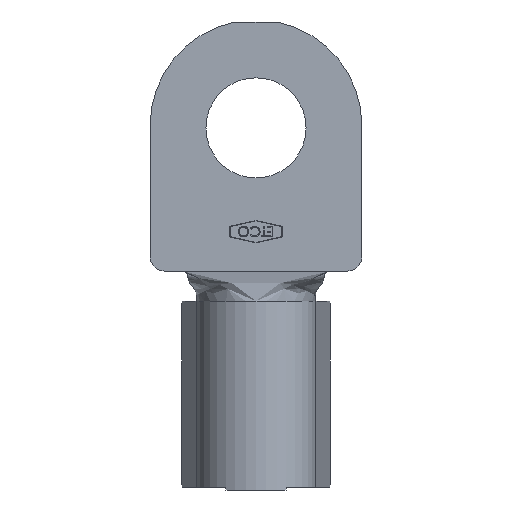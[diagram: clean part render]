
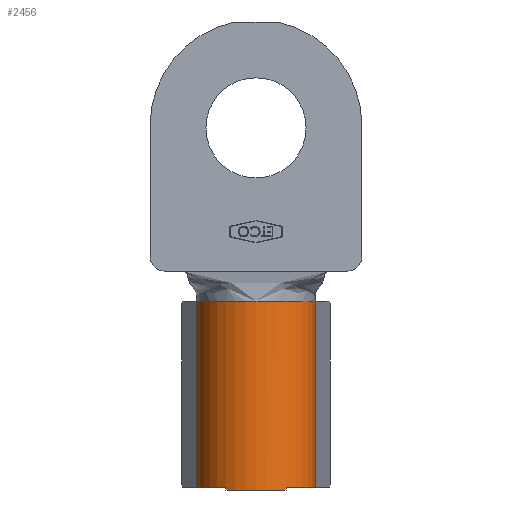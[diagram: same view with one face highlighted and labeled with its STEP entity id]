
A CAD part, front view. The second image highlights one B-rep face of the part: STEP entity #2456.
In plain terms, the highlighted cylindrical face has radius 5.334 mm (diameter 10.668 mm), a partial arc.
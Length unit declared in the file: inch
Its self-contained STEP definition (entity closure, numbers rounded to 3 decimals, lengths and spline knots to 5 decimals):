
#9 = ORIENTED_EDGE ( 'NONE', *, *, #3761, .T. ) ;
#54 = LINE ( 'NONE', #127, #2703 ) ;
#127 = CARTESIAN_POINT ( 'NONE',  ( 0.20666, -0.0373, 0.65 ) ) ;
#161 = CARTESIAN_POINT ( 'NONE',  ( -0.105, -0.18187, 0. ) ) ;
#280 = EDGE_CURVE ( 'NONE', #1694, #2048, #1944, .T. ) ;
#300 = AXIS2_PLACEMENT_3D ( 'NONE', #4557, #1443, #5083 ) ;
#367 = DIRECTION ( 'NONE',  ( 1., 0., 0. ) ) ;
#394 = DIRECTION ( 'NONE',  ( 0., 0., 1. ) ) ;
#420 = CARTESIAN_POINT ( 'NONE',  ( 0., 0., 0. ) ) ;
#440 = EDGE_CURVE ( 'NONE', #5496, #3825, #54, .T. ) ;
#493 = CARTESIAN_POINT ( 'NONE',  ( 0.105, -0.18187, -0.01 ) ) ;
#577 = DIRECTION ( 'NONE',  ( 0., 0., 1. ) ) ;
#751 = ORIENTED_EDGE ( 'NONE', *, *, #5781, .T. ) ;
#863 = CARTESIAN_POINT ( 'NONE',  ( -0.105, -0.18187, -0.01 ) ) ;
#1035 = AXIS2_PLACEMENT_3D ( 'NONE', #5460, #5284, #5486 ) ;
#1149 = CARTESIAN_POINT ( 'NONE',  ( -0.20666, -0.0373, 0.65 ) ) ;
#1303 = DIRECTION ( 'NONE',  ( 0., 0., -1. ) ) ;
#1443 = DIRECTION ( 'NONE',  ( 0., 0., 1. ) ) ;
#1694 = VERTEX_POINT ( 'NONE', #493 ) ;
#1776 = EDGE_LOOP ( 'NONE', ( #3068, #2631, #4459, #3671, #9, #6438, #5127, #751 ) ) ;
#1778 = CARTESIAN_POINT ( 'NONE',  ( 0.105, -0.18187, 0. ) ) ;
#1823 = CARTESIAN_POINT ( 'NONE',  ( 0.105, -0.18187, -0.01 ) ) ;
#1944 = LINE ( 'NONE', #1823, #3515 ) ;
#2048 = VERTEX_POINT ( 'NONE', #1778 ) ;
#2073 = CIRCLE ( 'NONE', #5155, 0.21 ) ;
#2196 = CARTESIAN_POINT ( 'NONE',  ( -0.20666, -0.0373, 0.65 ) ) ;
#2383 = DIRECTION ( 'NONE',  ( 0., 0., 1. ) ) ;
#2456 = ADVANCED_FACE ( 'NONE', ( #3509 ), #3344, .T. ) ;
#2631 = ORIENTED_EDGE ( 'NONE', *, *, #6250, .F. ) ;
#2703 = VECTOR ( 'NONE', #6087, 39.37008 ) ;
#2831 = VERTEX_POINT ( 'NONE', #161 ) ;
#2989 = VECTOR ( 'NONE', #5095, 39.37008 ) ;
#3068 = ORIENTED_EDGE ( 'NONE', *, *, #3882, .T. ) ;
#3344 = CYLINDRICAL_SURFACE ( 'NONE', #1035, 0.21 ) ;
#3495 = AXIS2_PLACEMENT_3D ( 'NONE', #420, #394, #367 ) ;
#3509 = FACE_OUTER_BOUND ( 'NONE', #1776, .T. ) ;
#3515 = VECTOR ( 'NONE', #2383, 39.37008 ) ;
#3671 = ORIENTED_EDGE ( 'NONE', *, *, #280, .T. ) ;
#3761 = EDGE_CURVE ( 'NONE', #2048, #3825, #5854, .T. ) ;
#3825 = VERTEX_POINT ( 'NONE', #4503 ) ;
#3861 = CARTESIAN_POINT ( 'NONE',  ( 0., 0., 0.65 ) ) ;
#3882 = EDGE_CURVE ( 'NONE', #4536, #2831, #5223, .T. ) ;
#3889 = LINE ( 'NONE', #863, #2989 ) ;
#4095 = EDGE_CURVE ( 'NONE', #5682, #5496, #6803, .T. ) ;
#4189 = LINE ( 'NONE', #1149, #5210 ) ;
#4323 = DIRECTION ( 'NONE',  ( 1., 0., 0. ) ) ;
#4336 = DIRECTION ( 'NONE',  ( 0., 0., -1. ) ) ;
#4400 = CARTESIAN_POINT ( 'NONE',  ( 0.20666, -0.0373, 0.65 ) ) ;
#4431 = CARTESIAN_POINT ( 'NONE',  ( 0., 0., -0.01 ) ) ;
#4459 = ORIENTED_EDGE ( 'NONE', *, *, #6080, .F. ) ;
#4503 = CARTESIAN_POINT ( 'NONE',  ( 0.20666, -0.0373, 0. ) ) ;
#4536 = VERTEX_POINT ( 'NONE', #4659 ) ;
#4557 = CARTESIAN_POINT ( 'NONE',  ( 0., 0., 0. ) ) ;
#4659 = CARTESIAN_POINT ( 'NONE',  ( -0.20666, -0.0373, 0. ) ) ;
#4958 = DIRECTION ( 'NONE',  ( -1., 0., 0. ) ) ;
#5044 = AXIS2_PLACEMENT_3D ( 'NONE', #3861, #577, #4323 ) ;
#5083 = DIRECTION ( 'NONE',  ( 1., 0., 0. ) ) ;
#5095 = DIRECTION ( 'NONE',  ( 0., 0., 1. ) ) ;
#5127 = ORIENTED_EDGE ( 'NONE', *, *, #4095, .F. ) ;
#5155 = AXIS2_PLACEMENT_3D ( 'NONE', #4431, #1303, #4958 ) ;
#5210 = VECTOR ( 'NONE', #4336, 39.37008 ) ;
#5223 = CIRCLE ( 'NONE', #300, 0.21 ) ;
#5284 = DIRECTION ( 'NONE',  ( 0., 0., -1. ) ) ;
#5460 = CARTESIAN_POINT ( 'NONE',  ( 0., 0., 0.65 ) ) ;
#5486 = DIRECTION ( 'NONE',  ( -1., 0., 0. ) ) ;
#5496 = VERTEX_POINT ( 'NONE', #4400 ) ;
#5682 = VERTEX_POINT ( 'NONE', #2196 ) ;
#5781 = EDGE_CURVE ( 'NONE', #5682, #4536, #4189, .T. ) ;
#5854 = CIRCLE ( 'NONE', #3495, 0.21 ) ;
#6080 = EDGE_CURVE ( 'NONE', #1694, #6610, #2073, .T. ) ;
#6087 = DIRECTION ( 'NONE',  ( 0., 0., -1. ) ) ;
#6100 = CARTESIAN_POINT ( 'NONE',  ( -0.105, -0.18187, -0.01 ) ) ;
#6250 = EDGE_CURVE ( 'NONE', #6610, #2831, #3889, .T. ) ;
#6438 = ORIENTED_EDGE ( 'NONE', *, *, #440, .F. ) ;
#6610 = VERTEX_POINT ( 'NONE', #6100 ) ;
#6803 = CIRCLE ( 'NONE', #5044, 0.21 ) ;
